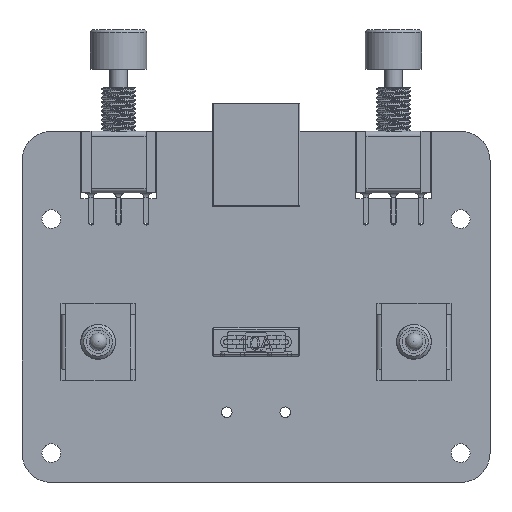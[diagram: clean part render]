
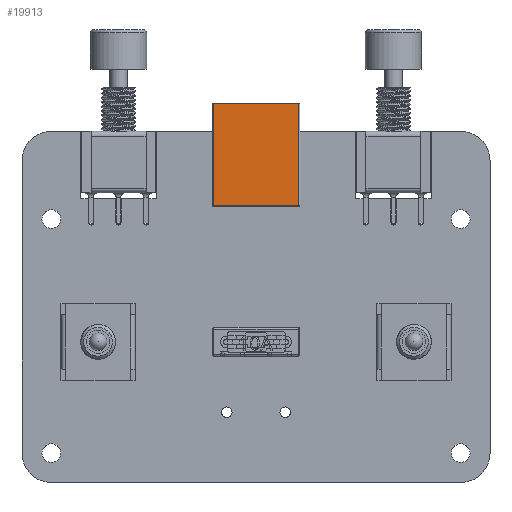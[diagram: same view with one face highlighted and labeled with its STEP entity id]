
A CAD part, top view. The second image highlights one B-rep face of the part: STEP entity #19913.
In plain terms, the highlighted planar face has unit normal (0, 0, 1).
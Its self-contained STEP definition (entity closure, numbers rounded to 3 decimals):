
#18277 = VERTEX_POINT('',#18278);
#18278 = CARTESIAN_POINT('',(-7.3,2.18,12.6));
#18346 = VERTEX_POINT('',#18347);
#18347 = CARTESIAN_POINT('',(-7.3,-15.32,12.6));
#18354 = EDGE_CURVE('',#18346,#18277,#18355,.T.);
#18355 = LINE('',#18356,#18357);
#18356 = CARTESIAN_POINT('',(-7.3,-2.045,12.6));
#18357 = VECTOR('',#18358,1.);
#18358 = DIRECTION('',(0.,1.,0.));
#18376 = VERTEX_POINT('',#18377);
#18377 = CARTESIAN_POINT('',(7.3,2.18,12.6));
#18443 = EDGE_CURVE('',#18277,#18376,#18444,.T.);
#18444 = LINE('',#18445,#18446);
#18445 = CARTESIAN_POINT('',(3.75,2.18,12.6));
#18446 = VECTOR('',#18447,1.);
#18447 = DIRECTION('',(1.,0.,0.));
#18465 = VERTEX_POINT('',#18466);
#18466 = CARTESIAN_POINT('',(7.3,-15.32,12.6));
#18482 = EDGE_CURVE('',#18376,#18465,#18483,.T.);
#18483 = LINE('',#18484,#18485);
#18484 = CARTESIAN_POINT('',(7.3,-10.895,12.6));
#18485 = VECTOR('',#18486,1.);
#18486 = DIRECTION('',(0.,-1.,0.));
#19889 = EDGE_CURVE('',#18346,#18465,#19890,.T.);
#19890 = LINE('',#19891,#19892);
#19891 = CARTESIAN_POINT('',(7.5,-15.32,12.6));
#19892 = VECTOR('',#19893,1.);
#19893 = DIRECTION('',(1.,0.,0.));
#19913 = ADVANCED_FACE('',(#19914),#19920,.T.);
#19914 = FACE_BOUND('',#19915,.T.);
#19915 = EDGE_LOOP('',(#19916,#19917,#19918,#19919));
#19916 = ORIENTED_EDGE('',*,*,#18354,.F.);
#19917 = ORIENTED_EDGE('',*,*,#19889,.T.);
#19918 = ORIENTED_EDGE('',*,*,#18482,.F.);
#19919 = ORIENTED_EDGE('',*,*,#18443,.F.);
#19920 = PLANE('',#19921);
#19921 = AXIS2_PLACEMENT_3D('',#19922,#19923,#19924);
#19922 = CARTESIAN_POINT('',(0.,-6.47,12.6));
#19923 = DIRECTION('',(0.,0.,1.));
#19924 = DIRECTION('',(1.,0.,-0.));
